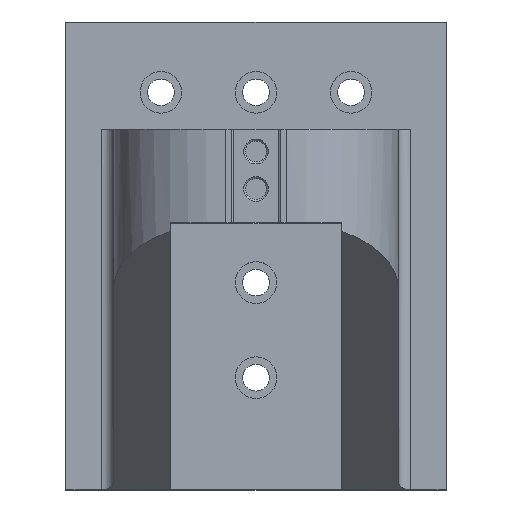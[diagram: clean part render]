
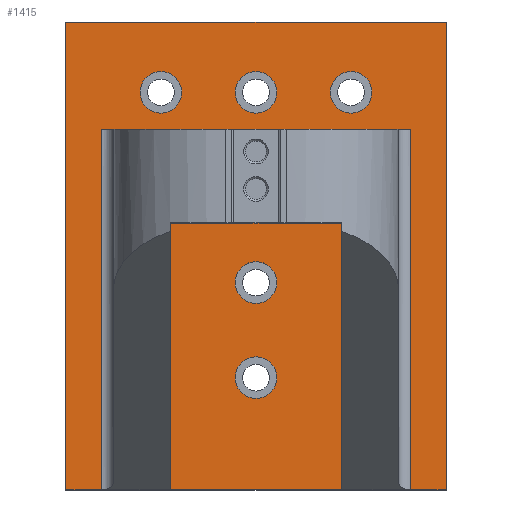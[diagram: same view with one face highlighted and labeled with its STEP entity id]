
A CAD part, top view. The second image highlights one B-rep face of the part: STEP entity #1415.
In plain terms, the highlighted planar face has unit normal (0, 0, 1).
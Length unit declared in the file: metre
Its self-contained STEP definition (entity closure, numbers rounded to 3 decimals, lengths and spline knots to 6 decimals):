
#110=CIRCLE('',#1564,0.005563);
#111=CIRCLE('',#1565,0.005563);
#112=CIRCLE('',#1566,0.005563);
#113=CIRCLE('',#1567,0.005563);
#114=CIRCLE('',#1568,0.005563);
#262=ORIENTED_EDGE('',*,*,#656,.F.);
#263=ORIENTED_EDGE('',*,*,#657,.F.);
#264=ORIENTED_EDGE('',*,*,#658,.F.);
#265=ORIENTED_EDGE('',*,*,#597,.T.);
#266=ORIENTED_EDGE('',*,*,#659,.T.);
#267=ORIENTED_EDGE('',*,*,#552,.F.);
#268=ORIENTED_EDGE('',*,*,#660,.T.);
#269=ORIENTED_EDGE('',*,*,#661,.T.);
#270=ORIENTED_EDGE('',*,*,#662,.F.);
#271=ORIENTED_EDGE('',*,*,#663,.F.);
#272=ORIENTED_EDGE('',*,*,#664,.T.);
#273=ORIENTED_EDGE('',*,*,#665,.T.);
#274=ORIENTED_EDGE('',*,*,#666,.T.);
#275=ORIENTED_EDGE('',*,*,#558,.F.);
#276=ORIENTED_EDGE('',*,*,#667,.T.);
#277=ORIENTED_EDGE('',*,*,#591,.T.);
#278=ORIENTED_EDGE('',*,*,#637,.T.);
#279=ORIENTED_EDGE('',*,*,#668,.T.);
#280=ORIENTED_EDGE('',*,*,#623,.F.);
#281=ORIENTED_EDGE('',*,*,#669,.F.);
#282=ORIENTED_EDGE('',*,*,#670,.F.);
#552=EDGE_CURVE('',#754,#755,#885,.T.);
#558=EDGE_CURVE('',#760,#761,#888,.T.);
#591=EDGE_CURVE('',#794,#793,#907,.T.);
#597=EDGE_CURVE('',#800,#799,#910,.T.);
#623=EDGE_CURVE('',#800,#822,#927,.T.);
#637=EDGE_CURVE('',#793,#831,#938,.T.);
#656=EDGE_CURVE('',#848,#848,#110,.T.);
#657=EDGE_CURVE('',#849,#849,#111,.T.);
#658=EDGE_CURVE('',#850,#850,#112,.T.);
#659=EDGE_CURVE('',#799,#755,#944,.F.);
#660=EDGE_CURVE('',#754,#851,#945,.F.);
#661=EDGE_CURVE('',#851,#852,#946,.T.);
#662=EDGE_CURVE('',#853,#852,#947,.T.);
#663=EDGE_CURVE('',#854,#853,#948,.T.);
#664=EDGE_CURVE('',#854,#855,#949,.T.);
#665=EDGE_CURVE('',#855,#856,#950,.T.);
#666=EDGE_CURVE('',#856,#761,#951,.T.);
#667=EDGE_CURVE('',#760,#794,#952,.T.);
#668=EDGE_CURVE('',#831,#822,#953,.T.);
#669=EDGE_CURVE('',#857,#857,#113,.T.);
#670=EDGE_CURVE('',#858,#858,#114,.T.);
#754=VERTEX_POINT('',#2134);
#755=VERTEX_POINT('',#2136);
#760=VERTEX_POINT('',#2146);
#761=VERTEX_POINT('',#2148);
#793=VERTEX_POINT('',#2213);
#794=VERTEX_POINT('',#2215);
#799=VERTEX_POINT('',#2225);
#800=VERTEX_POINT('',#2227);
#822=VERTEX_POINT('',#2278);
#831=VERTEX_POINT('',#2301);
#848=VERTEX_POINT('',#2345);
#849=VERTEX_POINT('',#2347);
#850=VERTEX_POINT('',#2349);
#851=VERTEX_POINT('',#2352);
#852=VERTEX_POINT('',#2354);
#853=VERTEX_POINT('',#2356);
#854=VERTEX_POINT('',#2358);
#855=VERTEX_POINT('',#2360);
#856=VERTEX_POINT('',#2362);
#857=VERTEX_POINT('',#2367);
#858=VERTEX_POINT('',#2369);
#885=LINE('',#2135,#1011);
#888=LINE('',#2147,#1014);
#907=LINE('',#2214,#1033);
#910=LINE('',#2226,#1036);
#927=LINE('',#2277,#1053);
#938=LINE('',#2302,#1064);
#944=LINE('',#2350,#1070);
#945=LINE('',#2351,#1071);
#946=LINE('',#2353,#1072);
#947=LINE('',#2355,#1073);
#948=LINE('',#2357,#1074);
#949=LINE('',#2359,#1075);
#950=LINE('',#2361,#1076);
#951=LINE('',#2363,#1077);
#952=LINE('',#2364,#1078);
#953=LINE('',#2365,#1079);
#1011=VECTOR('',#1687,1.);
#1014=VECTOR('',#1696,1.);
#1033=VECTOR('',#1745,1.);
#1036=VECTOR('',#1754,1.);
#1053=VECTOR('',#1795,1.);
#1064=VECTOR('',#1814,1.);
#1070=VECTOR('',#1866,1.);
#1071=VECTOR('',#1867,1.);
#1072=VECTOR('',#1868,1.);
#1073=VECTOR('',#1869,1.);
#1074=VECTOR('',#1870,1.);
#1075=VECTOR('',#1871,1.);
#1076=VECTOR('',#1872,1.);
#1077=VECTOR('',#1873,1.);
#1078=VECTOR('',#1874,1.);
#1079=VECTOR('',#1875,1.);
#1151=EDGE_LOOP('',(#262));
#1152=EDGE_LOOP('',(#263));
#1153=EDGE_LOOP('',(#264));
#1154=EDGE_LOOP('',(#265,#266,#267,#268,#269,#270,#271,#272,#273,#274,#275,
#276,#277,#278,#279,#280));
#1155=EDGE_LOOP('',(#281));
#1156=EDGE_LOOP('',(#282));
#1269=FACE_BOUND('',#1151,.T.);
#1270=FACE_BOUND('',#1152,.T.);
#1271=FACE_BOUND('',#1153,.T.);
#1272=FACE_BOUND('',#1154,.T.);
#1273=FACE_BOUND('',#1155,.T.);
#1274=FACE_BOUND('',#1156,.T.);
#1369=PLANE('',#1563);
#1415=ADVANCED_FACE('',(#1269,#1270,#1271,#1272,#1273,#1274),#1369,.T.);
#1563=AXIS2_PLACEMENT_3D('',#2343,#1858,#1859);
#1564=AXIS2_PLACEMENT_3D('',#2344,#1860,#1861);
#1565=AXIS2_PLACEMENT_3D('',#2346,#1862,#1863);
#1566=AXIS2_PLACEMENT_3D('',#2348,#1864,#1865);
#1567=AXIS2_PLACEMENT_3D('',#2366,#1876,#1877);
#1568=AXIS2_PLACEMENT_3D('',#2368,#1878,#1879);
#1687=DIRECTION('',(-1.,0.,0.));
#1696=DIRECTION('',(-1.,0.,0.));
#1745=DIRECTION('',(-1.,0.,0.));
#1754=DIRECTION('',(-1.,0.,0.));
#1795=DIRECTION('',(0.,-1.,0.));
#1814=DIRECTION('',(0.,-1.,0.));
#1858=DIRECTION('',(0.,0.,1.));
#1859=DIRECTION('',(1.,0.,0.));
#1860=DIRECTION('',(0.,0.,1.));
#1861=DIRECTION('',(1.,0.,0.));
#1862=DIRECTION('',(0.,0.,1.));
#1863=DIRECTION('',(1.,0.,0.));
#1864=DIRECTION('',(0.,0.,1.));
#1865=DIRECTION('',(1.,0.,0.));
#1866=DIRECTION('',(0.,-1.,0.));
#1867=DIRECTION('',(0.,1.,0.));
#1868=DIRECTION('',(1.,0.,0.));
#1869=DIRECTION('',(0.,-1.,0.));
#1870=DIRECTION('',(1.,0.,0.));
#1871=DIRECTION('',(0.,-1.,0.));
#1872=DIRECTION('',(1.,0.,0.));
#1873=DIRECTION('',(0.,1.,0.));
#1874=DIRECTION('',(0.,-1.,0.));
#1875=DIRECTION('',(1.,0.,0.));
#1876=DIRECTION('',(0.,0.,1.));
#1877=DIRECTION('',(1.,0.,0.));
#1878=DIRECTION('',(0.,0.,1.));
#1879=DIRECTION('',(1.,0.,0.));
#2134=CARTESIAN_POINT('',(0.092075,0.0762,0.01016));
#2135=CARTESIAN_POINT('',(0.0508,0.0762,0.01016));
#2136=CARTESIAN_POINT('',(0.064817,0.0762,0.01016));
#2146=CARTESIAN_POINT('',(0.036783,0.0762,0.01016));
#2147=CARTESIAN_POINT('',(0.0508,0.0762,0.01016));
#2148=CARTESIAN_POINT('',(0.009525,0.0762,0.01016));
#2213=CARTESIAN_POINT('',(0.02794,0.0512,0.01016));
#2214=CARTESIAN_POINT('',(0.0508,0.0512,0.01016));
#2215=CARTESIAN_POINT('',(0.036783,0.0512,0.01016));
#2225=CARTESIAN_POINT('',(0.064817,0.0512,0.01016));
#2226=CARTESIAN_POINT('',(0.0508,0.0512,0.01016));
#2227=CARTESIAN_POINT('',(0.07366,0.0512,0.01016));
#2277=CARTESIAN_POINT('',(0.07366,0.0156,0.01016));
#2278=CARTESIAN_POINT('',(0.07366,-0.02,0.01016));
#2301=CARTESIAN_POINT('',(0.02794,-0.02,0.01016));
#2302=CARTESIAN_POINT('',(0.02794,0.0156,0.01016));
#2343=CARTESIAN_POINT('',(0.0508,0.0425,0.01016));
#2344=CARTESIAN_POINT('',(0.0254,0.0862,0.01016));
#2345=CARTESIAN_POINT('',(0.030963,0.0862,0.01016));
#2346=CARTESIAN_POINT('',(0.0762,0.0862,0.01016));
#2347=CARTESIAN_POINT('',(0.081763,0.0862,0.01016));
#2348=CARTESIAN_POINT('',(0.0508,0.0862,0.01016));
#2349=CARTESIAN_POINT('',(0.056363,0.0862,0.01016));
#2350=CARTESIAN_POINT('',(0.064817,0.0762,0.01016));
#2351=CARTESIAN_POINT('',(0.092075,-0.02,0.01016));
#2352=CARTESIAN_POINT('',(0.092075,-0.02,0.01016));
#2353=CARTESIAN_POINT('',(0.0508,-0.02,0.01016));
#2354=CARTESIAN_POINT('',(0.1016,-0.02,0.01016));
#2355=CARTESIAN_POINT('',(0.1016,-0.01,0.01016));
#2356=CARTESIAN_POINT('',(0.1016,0.105,0.01016));
#2357=CARTESIAN_POINT('',(0.0508,0.105,0.01016));
#2358=CARTESIAN_POINT('',(0.,0.105,0.01016));
#2359=CARTESIAN_POINT('',(0.,-0.01,0.01016));
#2360=CARTESIAN_POINT('',(0.,-0.02,0.01016));
#2361=CARTESIAN_POINT('',(0.0508,-0.02,0.01016));
#2362=CARTESIAN_POINT('',(0.009525,-0.02,0.01016));
#2363=CARTESIAN_POINT('',(0.009525,0.0425,0.01016));
#2364=CARTESIAN_POINT('',(0.036783,0.0425,0.01016));
#2365=CARTESIAN_POINT('',(0.0508,-0.02,0.01016));
#2366=CARTESIAN_POINT('',(0.0508,0.0354,0.01016));
#2367=CARTESIAN_POINT('',(0.056363,0.0354,0.01016));
#2368=CARTESIAN_POINT('',(0.0508,0.01,0.01016));
#2369=CARTESIAN_POINT('',(0.056363,0.01,0.01016));
